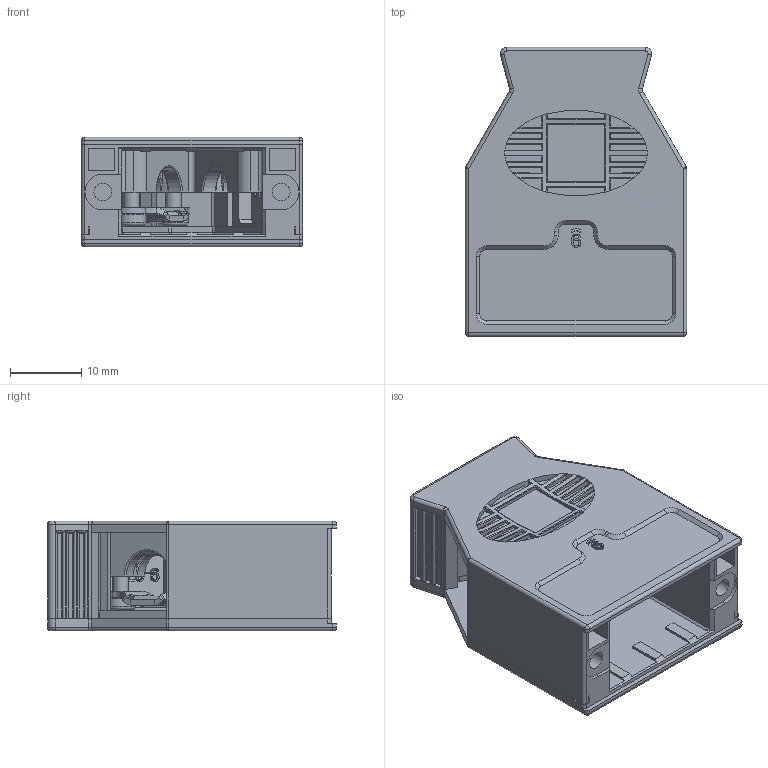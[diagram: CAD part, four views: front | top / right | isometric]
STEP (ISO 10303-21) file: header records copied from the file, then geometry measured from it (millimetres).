
FILE_DESCRIPTION(/* description */ (''),/* implementation_level */ '2;1');
FILE_NAME(/* name */ '100831567ugm000_a.stp',/* time_stamp */ '2019-06-20T03:25:08+02:00',/* author */ (''),/* organization */ (''),/* preprocessor_version */ 'ST-DEVELOPER v16.7',/* originating_system */ 'SIEMENS PLM Software NX 12.0',/* authorisation */ '');
FILE_SCHEMA (('AUTOMOTIVE_DESIGN { 1 0 10303 214 3 1 1 1 }'));
Products named in the file (1): 100831567ugm000_a
Bounding box: 31 x 40.5 x 15.4 mm (x, y, z)
Volume: 7771.1 mm3; surface area: 10173.9 mm2
Topology: 2 solids, 7 shells, 1491 faces, 3896 edges, 2462 vertices
Faces by surface type: plane 793, cylinder 269, bspline 266, torus 64, extrusion 46, cone 45, sphere 8
Full cylindrical faces by diameter (mm): 0.6 x1, 0.8 x1, 1.5 x2, 1.8 x5, 2.2 x5, 2.4 x3, 2.5 x4, 3.4 x2, 3.7 x3, 3.8 x2, 4 x3, 4.15 x2
Entity records: 65779 total; most frequent: CARTESIAN_POINT 21720, ORIENTED_EDGE 7572, DIRECTION 5921, EDGE_CURVE 3786, VERTEX_POINT 2428, VECTOR 2035, LINE 1989, AXIS2_PLACEMENT_3D 1943
